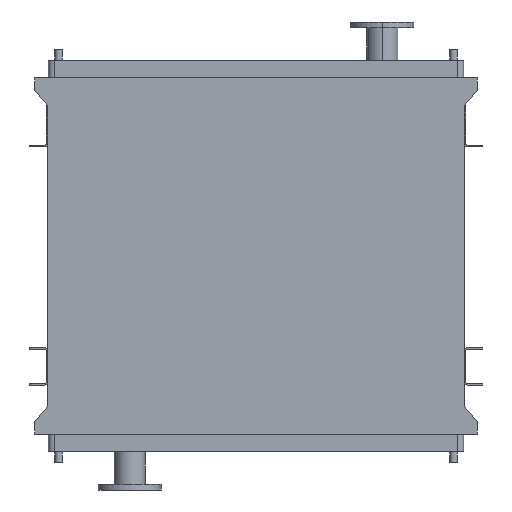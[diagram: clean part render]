
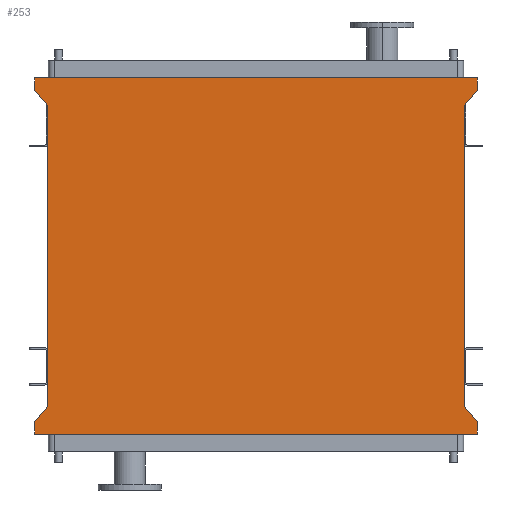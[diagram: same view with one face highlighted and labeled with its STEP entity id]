
A CAD part, front view. The second image highlights one B-rep face of the part: STEP entity #253.
In plain terms, the highlighted planar face has unit normal (0, -1, 0).
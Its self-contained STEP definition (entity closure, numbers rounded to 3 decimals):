
#253 = ADVANCED_FACE ( 'NONE', ( #1429 ), #11216, .T. ) ;
#331 = DIRECTION ( 'NONE',  ( -1., 0., 0. ) ) ;
#539 = CARTESIAN_POINT ( 'NONE',  ( 725., 0., -1050. ) ) ;
#782 = CARTESIAN_POINT ( 'NONE',  ( 771., 0., -1103. ) ) ;
#830 = CARTESIAN_POINT ( 'NONE',  ( -771., 0., -1103. ) ) ;
#834 = DIRECTION ( 'NONE',  ( -0.655, 0., 0.755 ) ) ;
#859 = VECTOR ( 'NONE', #12454, 1000. ) ;
#863 = VERTEX_POINT ( 'NONE', #13600 ) ;
#871 = CARTESIAN_POINT ( 'NONE',  ( -725., 0., -1050. ) ) ;
#1121 = CARTESIAN_POINT ( 'NONE',  ( -725., 0., -1050. ) ) ;
#1149 = ORIENTED_EDGE ( 'NONE', *, *, #8845, .F. ) ;
#1203 = ORIENTED_EDGE ( 'NONE', *, *, #3356, .T. ) ;
#1426 = AXIS2_PLACEMENT_3D ( 'NONE', #6925, #5775, #8998 ) ;
#1429 = FACE_OUTER_BOUND ( 'NONE', #9998, .T. ) ;
#1595 = VECTOR ( 'NONE', #1703, 1000. ) ;
#1656 = DIRECTION ( 'NONE',  ( 0.655, 0., -0.755 ) ) ;
#1669 = DIRECTION ( 'NONE',  ( 1., 0., 0. ) ) ;
#1703 = DIRECTION ( 'NONE',  ( 0., 0., -1. ) ) ;
#1757 = LINE ( 'NONE', #13906, #2776 ) ;
#2026 = VERTEX_POINT ( 'NONE', #5529 ) ;
#2109 = VECTOR ( 'NONE', #10399, 1000. ) ;
#2413 = ORIENTED_EDGE ( 'NONE', *, *, #11168, .F. ) ;
#2587 = LINE ( 'NONE', #7085, #7549 ) ;
#2776 = VECTOR ( 'NONE', #8401, 1000. ) ;
#2784 = LINE ( 'NONE', #3068, #1595 ) ;
#2805 = ORIENTED_EDGE ( 'NONE', *, *, #8409, .F. ) ;
#2819 = ORIENTED_EDGE ( 'NONE', *, *, #5515, .F. ) ;
#2898 = ORIENTED_EDGE ( 'NONE', *, *, #5480, .F. ) ;
#3045 = CARTESIAN_POINT ( 'NONE',  ( 771., 0., 53. ) ) ;
#3068 = CARTESIAN_POINT ( 'NONE',  ( 771., 0., 95. ) ) ;
#3176 = EDGE_CURVE ( 'NONE', #3702, #8081, #6408, .T. ) ;
#3263 = CARTESIAN_POINT ( 'NONE',  ( -771., 0., 53. ) ) ;
#3356 = EDGE_CURVE ( 'NONE', #13132, #4454, #9173, .T. ) ;
#3702 = VERTEX_POINT ( 'NONE', #871 ) ;
#3766 = VECTOR ( 'NONE', #5478, 1000. ) ;
#4076 = ORIENTED_EDGE ( 'NONE', *, *, #11450, .F. ) ;
#4122 = LINE ( 'NONE', #10615, #5930 ) ;
#4454 = VERTEX_POINT ( 'NONE', #11884 ) ;
#4890 = CARTESIAN_POINT ( 'NONE',  ( -771., 0., -1145. ) ) ;
#5190 = VERTEX_POINT ( 'NONE', #9830 ) ;
#5478 = DIRECTION ( 'NONE',  ( 0., 0., 1. ) ) ;
#5480 = EDGE_CURVE ( 'NONE', #2026, #7694, #9165, .T. ) ;
#5515 = EDGE_CURVE ( 'NONE', #11527, #3702, #8160, .T. ) ;
#5529 = CARTESIAN_POINT ( 'NONE',  ( -771., 0., 95. ) ) ;
#5635 = CARTESIAN_POINT ( 'NONE',  ( -725., 0., 0. ) ) ;
#5775 = DIRECTION ( 'NONE',  ( 0., -1., 0. ) ) ;
#5912 = CARTESIAN_POINT ( 'NONE',  ( 771., 0., 95. ) ) ;
#5930 = VECTOR ( 'NONE', #834, 1000. ) ;
#6044 = VECTOR ( 'NONE', #12461, 1000. ) ;
#6408 = LINE ( 'NONE', #1121, #3766 ) ;
#6476 = LINE ( 'NONE', #3263, #10530 ) ;
#6925 = CARTESIAN_POINT ( 'NONE',  ( -725., 0., -1050. ) ) ;
#7085 = CARTESIAN_POINT ( 'NONE',  ( 771., 0., -1103. ) ) ;
#7452 = CARTESIAN_POINT ( 'NONE',  ( -771., 0., 53. ) ) ;
#7549 = VECTOR ( 'NONE', #1656, 1000. ) ;
#7613 = DIRECTION ( 'NONE',  ( 0., 0., 1. ) ) ;
#7694 = VERTEX_POINT ( 'NONE', #5912 ) ;
#7793 = VECTOR ( 'NONE', #12763, 1000. ) ;
#8081 = VERTEX_POINT ( 'NONE', #5635 ) ;
#8160 = LINE ( 'NONE', #10238, #859 ) ;
#8369 = VECTOR ( 'NONE', #1669, 1000. ) ;
#8400 = CARTESIAN_POINT ( 'NONE',  ( -771., 0., -1103. ) ) ;
#8401 = DIRECTION ( 'NONE',  ( 0., 0., -1. ) ) ;
#8409 = EDGE_CURVE ( 'NONE', #7694, #5190, #2784, .T. ) ;
#8570 = ORIENTED_EDGE ( 'NONE', *, *, #8987, .F. ) ;
#8845 = EDGE_CURVE ( 'NONE', #8081, #10524, #4122, .T. ) ;
#8987 = EDGE_CURVE ( 'NONE', #13132, #13773, #2587, .T. ) ;
#8998 = DIRECTION ( 'NONE',  ( 0., 0., -1. ) ) ;
#9162 = ORIENTED_EDGE ( 'NONE', *, *, #10079, .F. ) ;
#9165 = LINE ( 'NONE', #13526, #8369 ) ;
#9173 = LINE ( 'NONE', #539, #6044 ) ;
#9830 = CARTESIAN_POINT ( 'NONE',  ( 771., 0., 53. ) ) ;
#9998 = EDGE_LOOP ( 'NONE', ( #1203, #11384, #2805, #2898, #13534, #1149, #11803, #2819, #9162, #4076, #2413, #8570 ) ) ;
#10016 = VERTEX_POINT ( 'NONE', #10405 ) ;
#10079 = EDGE_CURVE ( 'NONE', #10016, #11527, #11622, .T. ) ;
#10108 = LINE ( 'NONE', #4890, #11451 ) ;
#10238 = CARTESIAN_POINT ( 'NONE',  ( -725., 0., -1050. ) ) ;
#10399 = DIRECTION ( 'NONE',  ( -0.655, 0., -0.755 ) ) ;
#10405 = CARTESIAN_POINT ( 'NONE',  ( -771., 0., -1145. ) ) ;
#10524 = VERTEX_POINT ( 'NONE', #7452 ) ;
#10530 = VECTOR ( 'NONE', #7613, 1000. ) ;
#10615 = CARTESIAN_POINT ( 'NONE',  ( -725., 0., 0. ) ) ;
#11168 = EDGE_CURVE ( 'NONE', #13773, #863, #1757, .T. ) ;
#11216 = PLANE ( 'NONE',  #1426 ) ;
#11384 = ORIENTED_EDGE ( 'NONE', *, *, #11514, .F. ) ;
#11450 = EDGE_CURVE ( 'NONE', #863, #10016, #10108, .T. ) ;
#11451 = VECTOR ( 'NONE', #331, 1000. ) ;
#11514 = EDGE_CURVE ( 'NONE', #5190, #4454, #13605, .T. ) ;
#11527 = VERTEX_POINT ( 'NONE', #830 ) ;
#11622 = LINE ( 'NONE', #8400, #7793 ) ;
#11800 = EDGE_CURVE ( 'NONE', #10524, #2026, #6476, .T. ) ;
#11803 = ORIENTED_EDGE ( 'NONE', *, *, #3176, .F. ) ;
#11884 = CARTESIAN_POINT ( 'NONE',  ( 725., 0., 0. ) ) ;
#12454 = DIRECTION ( 'NONE',  ( 0.655, 0., 0.755 ) ) ;
#12461 = DIRECTION ( 'NONE',  ( 0., 0., 1. ) ) ;
#12741 = CARTESIAN_POINT ( 'NONE',  ( 725., 0., -1050. ) ) ;
#12763 = DIRECTION ( 'NONE',  ( 0., 0., 1. ) ) ;
#13132 = VERTEX_POINT ( 'NONE', #12741 ) ;
#13526 = CARTESIAN_POINT ( 'NONE',  ( -771., 0., 95. ) ) ;
#13534 = ORIENTED_EDGE ( 'NONE', *, *, #11800, .F. ) ;
#13600 = CARTESIAN_POINT ( 'NONE',  ( 771., 0., -1145. ) ) ;
#13605 = LINE ( 'NONE', #3045, #2109 ) ;
#13773 = VERTEX_POINT ( 'NONE', #782 ) ;
#13906 = CARTESIAN_POINT ( 'NONE',  ( 771., 0., -1145. ) ) ;
